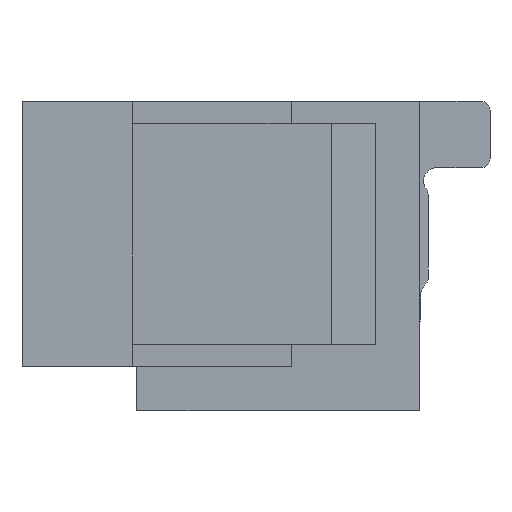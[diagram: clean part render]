
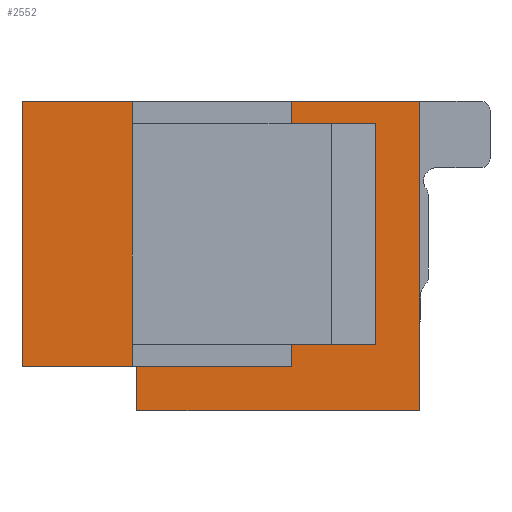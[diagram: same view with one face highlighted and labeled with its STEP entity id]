
A CAD part, left-side view. The second image highlights one B-rep face of the part: STEP entity #2552.
In plain terms, the highlighted planar face has unit normal (-1, 0, 0).
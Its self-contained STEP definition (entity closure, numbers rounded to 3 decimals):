
#237=DIRECTION('',(0.,-1.,0.));
#238=VECTOR('',#237,1.3);
#239=CARTESIAN_POINT('',(-2.1,4.5,-1.25));
#240=LINE('',#239,#238);
#241=DIRECTION('',(0.,0.,-1.));
#242=VECTOR('',#241,3.);
#243=CARTESIAN_POINT('',(-2.1,4.5,1.75));
#244=LINE('',#243,#242);
#245=DIRECTION('',(0.,1.,0.));
#246=VECTOR('',#245,4.5);
#247=CARTESIAN_POINT('',(-2.1,0.,1.75));
#248=LINE('',#247,#246);
#249=DIRECTION('',(0.,0.,1.));
#250=VECTOR('',#249,3.5);
#251=CARTESIAN_POINT('',(-2.1,0.,-1.75));
#252=LINE('',#251,#250);
#253=DIRECTION('',(0.,-1.,0.));
#254=VECTOR('',#253,3.2);
#255=CARTESIAN_POINT('',(-2.1,3.2,-1.75));
#256=LINE('',#255,#254);
#257=DIRECTION('',(0.,0.,-1.));
#258=VECTOR('',#257,2.4);
#259=CARTESIAN_POINT('',(-2.1,3.25,1.45));
#260=LINE('',#259,#258);
#261=DIRECTION('',(0.,1.,0.));
#262=VECTOR('',#261,1.8);
#263=CARTESIAN_POINT('',(-2.1,1.45,-0.95));
#264=LINE('',#263,#262);
#265=DIRECTION('',(0.,1.,0.));
#266=VECTOR('',#265,1.8);
#267=CARTESIAN_POINT('',(-2.1,1.45,1.45));
#268=LINE('',#267,#266);
#317=DIRECTION('',(0.,0.,-1.));
#318=VECTOR('',#317,0.5);
#319=CARTESIAN_POINT('',(-2.1,3.2,-1.25));
#320=LINE('',#319,#318);
#1493=DIRECTION('',(0.,1.,0.));
#1494=VECTOR('',#1493,0.95);
#1495=CARTESIAN_POINT('',(-2.1,0.5,-1.));
#1496=LINE('',#1495,#1494);
#1543=DIRECTION('',(0.,1.,0.));
#1544=VECTOR('',#1543,0.95);
#1545=CARTESIAN_POINT('',(-2.1,0.5,1.5));
#1546=LINE('',#1545,#1544);
#1576=DIRECTION('',(0.,0.,-1.));
#1577=VECTOR('',#1576,0.05);
#1578=CARTESIAN_POINT('',(-2.1,1.45,-0.95));
#1579=LINE('',#1578,#1577);
#1585=DIRECTION('',(0.,0.,-1.));
#1586=VECTOR('',#1585,0.05);
#1587=CARTESIAN_POINT('',(-2.1,1.45,1.5));
#1588=LINE('',#1587,#1586);
#1609=DIRECTION('',(0.,0.,1.));
#1610=VECTOR('',#1609,2.5);
#1611=CARTESIAN_POINT('',(-2.1,0.5,-1.));
#1612=LINE('',#1611,#1610);
#1813=CARTESIAN_POINT('',(-2.1,0.,-1.75));
#1814=VERTEX_POINT('',#1813);
#1815=CARTESIAN_POINT('',(-2.1,3.2,-1.75));
#1816=VERTEX_POINT('',#1815);
#1931=CARTESIAN_POINT('',(-2.1,4.5,1.75));
#1932=VERTEX_POINT('',#1931);
#1933=CARTESIAN_POINT('',(-2.1,4.5,-1.25));
#1934=VERTEX_POINT('',#1933);
#1957=CARTESIAN_POINT('',(-2.1,3.2,-1.25));
#1958=VERTEX_POINT('',#1957);
#1975=CARTESIAN_POINT('',(-2.1,0.,1.75));
#1976=VERTEX_POINT('',#1975);
#1979=CARTESIAN_POINT('',(-2.1,0.5,1.5));
#1980=CARTESIAN_POINT('',(-2.1,1.45,1.5));
#1981=VERTEX_POINT('',#1979);
#1982=VERTEX_POINT('',#1980);
#1983=CARTESIAN_POINT('',(-2.1,0.5,-1.));
#1984=CARTESIAN_POINT('',(-2.1,1.45,-1.));
#1985=VERTEX_POINT('',#1983);
#1986=VERTEX_POINT('',#1984);
#2105=CARTESIAN_POINT('',(-2.1,3.25,1.45));
#2106=CARTESIAN_POINT('',(-2.1,3.25,-0.95));
#2107=VERTEX_POINT('',#2105);
#2108=VERTEX_POINT('',#2106);
#2109=CARTESIAN_POINT('',(-2.1,1.45,-0.95));
#2110=VERTEX_POINT('',#2109);
#2111=CARTESIAN_POINT('',(-2.1,1.45,1.45));
#2112=VERTEX_POINT('',#2111);
#2518=CARTESIAN_POINT('',(-2.1,2.25,0.));
#2519=DIRECTION('',(1.,0.,0.));
#2520=DIRECTION('',(0.,-1.,0.));
#2521=AXIS2_PLACEMENT_3D('',#2518,#2519,#2520);
#2522=PLANE('',#2521);
#2523=ORIENTED_EDGE('',*,*,#2509,.F.);
#2524=ORIENTED_EDGE('',*,*,#2368,.F.);
#2526=ORIENTED_EDGE('',*,*,#2525,.F.);
#2528=ORIENTED_EDGE('',*,*,#2527,.F.);
#2529=ORIENTED_EDGE('',*,*,#2158,.F.);
#2531=ORIENTED_EDGE('',*,*,#2530,.F.);
#2532=EDGE_LOOP('',(#2523,#2524,#2526,#2528,#2529,#2531));
#2533=FACE_OUTER_BOUND('',#2532,.F.);
#2535=ORIENTED_EDGE('',*,*,#2534,.T.);
#2537=ORIENTED_EDGE('',*,*,#2536,.F.);
#2539=ORIENTED_EDGE('',*,*,#2538,.T.);
#2541=ORIENTED_EDGE('',*,*,#2540,.F.);
#2543=ORIENTED_EDGE('',*,*,#2542,.T.);
#2545=ORIENTED_EDGE('',*,*,#2544,.T.);
#2547=ORIENTED_EDGE('',*,*,#2546,.T.);
#2549=ORIENTED_EDGE('',*,*,#2548,.T.);
#2550=EDGE_LOOP('',(#2535,#2537,#2539,#2541,#2543,#2545,#2547,#2549));
#2551=FACE_BOUND('',#2550,.F.);
#2158=EDGE_CURVE('',#1816,#1814,#256,.T.);
#2368=EDGE_CURVE('',#1932,#1934,#244,.T.);
#2509=EDGE_CURVE('',#1934,#1958,#240,.T.);
#2525=EDGE_CURVE('',#1976,#1932,#248,.T.);
#2527=EDGE_CURVE('',#1814,#1976,#252,.T.);
#2530=EDGE_CURVE('',#1958,#1816,#320,.T.);
#2534=EDGE_CURVE('',#2107,#2108,#260,.T.);
#2536=EDGE_CURVE('',#2110,#2108,#264,.T.);
#2538=EDGE_CURVE('',#2110,#1986,#1579,.T.);
#2540=EDGE_CURVE('',#1985,#1986,#1496,.T.);
#2542=EDGE_CURVE('',#1985,#1981,#1612,.T.);
#2544=EDGE_CURVE('',#1981,#1982,#1546,.T.);
#2546=EDGE_CURVE('',#1982,#2112,#1588,.T.);
#2548=EDGE_CURVE('',#2112,#2107,#268,.T.);
#2552=ADVANCED_FACE('',(#2533,#2551),#2522,.F.);
